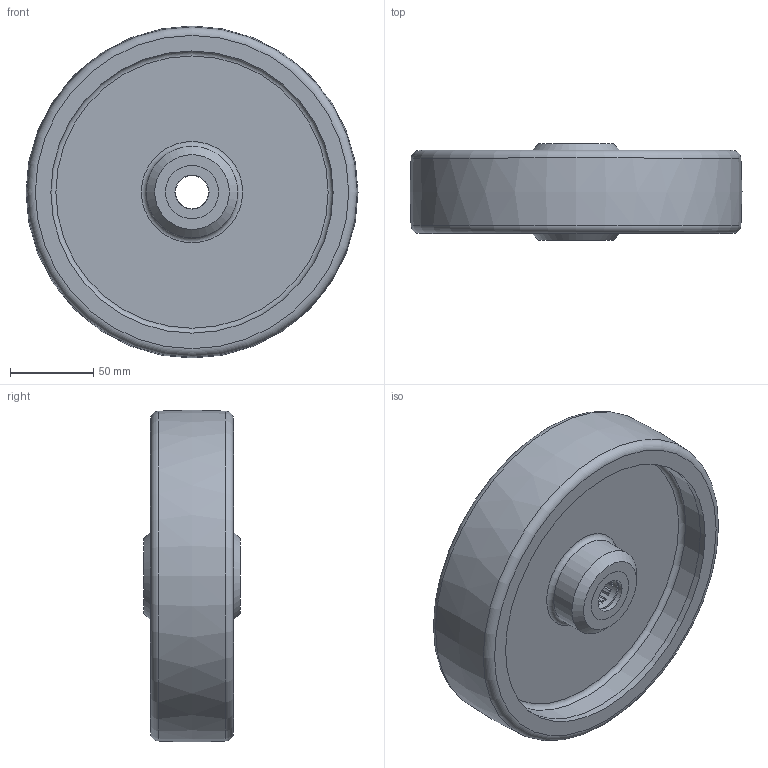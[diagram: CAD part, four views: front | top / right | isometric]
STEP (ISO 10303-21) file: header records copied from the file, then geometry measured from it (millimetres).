
FILE_DESCRIPTION(/* description */ (''),/* implementation_level */ '2;1');
FILE_NAME(/* name */ 'BZH200WPNRB.step',/* time_stamp */ '2024-08-14T14:17:27+01:00',/* author */ (''),/* organization */ (''),/* preprocessor_version */ 'ST-DEVELOPER v20',/* originating_system */ 'Autodesk Translation Framework v13.14.0.145',/* authorisation */ '');
FILE_SCHEMA (('AUTOMOTIVE_DESIGN { 1 0 10303 214 3 1 1 }'));
Length unit declared in the file: millimetre
Products named in the file (9): BZH200WPNRB; NYLON RIM; POLYURETHANE TYRE; RBM20X30X50 v1; NYLON ROLLER BEARING; NYLON CAGE; RIBS; Component5; CAP
Assembly tree (17 placements, depth 5):
  BZH200WPNRB
    NYLON RIM
    POLYURETHANE TYRE
    RBM20X30X50 v1
      NYLON ROLLER BEARING
        NYLON CAGE
        RIBS
          Component5  x10
    CAP
Bounding box: 200 x 58 x 199.93 mm (x, y, z)
Volume: 756104 mm3; surface area: 194525.1 mm2
Topology: 14 solids, 14 shells, 160 faces, 384 edges, 240 vertices
Faces by surface type: plane 96, cylinder 55, torus 6, cone 2, bspline 1
Full cylindrical faces by diameter (mm): 20 x1, 20.5 x2, 29.5 x1, 30 x1, 32 x2, 55 x2, 170 x4, 178 x2
Entity records: 4271 total; most frequent: DIRECTION 761, CARTESIAN_POINT 711, ORIENTED_EDGE 660, EDGE_CURVE 330, AXIS2_PLACEMENT_3D 281, VERTEX_POINT 204, LINE 199, VECTOR 199
